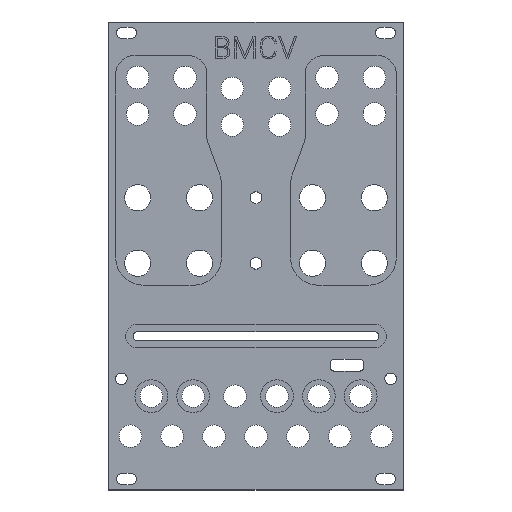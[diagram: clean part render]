
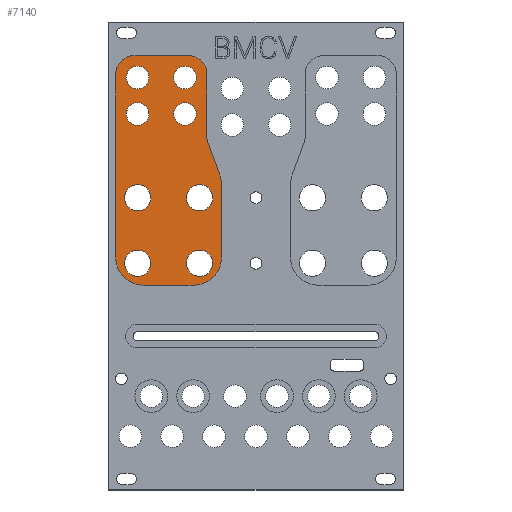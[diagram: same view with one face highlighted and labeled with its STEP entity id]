
A CAD part, top view. The second image highlights one B-rep face of the part: STEP entity #7140.
In plain terms, the highlighted planar face has unit normal (0, 0, 1).
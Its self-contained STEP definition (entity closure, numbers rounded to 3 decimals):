
#255=FACE_BOUND('',#1007,.T.);
#256=FACE_BOUND('',#1008,.T.);
#257=FACE_BOUND('',#1009,.T.);
#258=FACE_BOUND('',#1010,.T.);
#259=FACE_BOUND('',#1011,.T.);
#260=FACE_BOUND('',#1012,.T.);
#261=FACE_BOUND('',#1013,.T.);
#262=FACE_BOUND('',#1014,.T.);
#427=PLANE('',#7575);
#612=FACE_OUTER_BOUND('',#1006,.T.);
#1006=EDGE_LOOP('',(#4887,#4888,#4889,#4890,#4891,#4892,#4893,#4894,#4895,
#4896,#4897,#4898));
#1007=EDGE_LOOP('',(#4899));
#1008=EDGE_LOOP('',(#4900));
#1009=EDGE_LOOP('',(#4901));
#1010=EDGE_LOOP('',(#4902));
#1011=EDGE_LOOP('',(#4903));
#1012=EDGE_LOOP('',(#4904));
#1013=EDGE_LOOP('',(#4905));
#1014=EDGE_LOOP('',(#4906));
#1573=LINE('',#10090,#2205);
#1574=LINE('',#10094,#2206);
#1575=LINE('',#10098,#2207);
#1576=LINE('',#10102,#2208);
#1577=LINE('',#10106,#2209);
#1578=LINE('',#10109,#2210);
#2205=VECTOR('',#8209,10.);
#2206=VECTOR('',#8212,10.);
#2207=VECTOR('',#8215,10.);
#2208=VECTOR('',#8218,10.);
#2209=VECTOR('',#8221,10.);
#2210=VECTOR('',#8224,10.);
#2836=CIRCLE('',#7574,7.5);
#2837=CIRCLE('',#7576,7.5);
#2838=CIRCLE('',#7577,7.5);
#2839=CIRCLE('',#7578,5.);
#2840=CIRCLE('',#7579,5.);
#2841=CIRCLE('',#7580,5.);
#2842=CIRCLE('',#7581,3.6);
#2843=CIRCLE('',#7582,3.1);
#2844=CIRCLE('',#7583,3.6);
#2845=CIRCLE('',#7584,3.1);
#2846=CIRCLE('',#7585,3.1);
#2847=CIRCLE('',#7586,3.6);
#2848=CIRCLE('',#7587,3.6);
#2849=CIRCLE('',#7588,3.1);
#3125=VERTEX_POINT('',#10083);
#3126=VERTEX_POINT('',#10085);
#3127=VERTEX_POINT('',#10089);
#3128=VERTEX_POINT('',#10091);
#3129=VERTEX_POINT('',#10093);
#3130=VERTEX_POINT('',#10095);
#3131=VERTEX_POINT('',#10097);
#3132=VERTEX_POINT('',#10099);
#3133=VERTEX_POINT('',#10101);
#3134=VERTEX_POINT('',#10103);
#3135=VERTEX_POINT('',#10105);
#3136=VERTEX_POINT('',#10107);
#3137=VERTEX_POINT('',#10110);
#3138=VERTEX_POINT('',#10112);
#3139=VERTEX_POINT('',#10114);
#3140=VERTEX_POINT('',#10116);
#3141=VERTEX_POINT('',#10118);
#3142=VERTEX_POINT('',#10120);
#3143=VERTEX_POINT('',#10122);
#3144=VERTEX_POINT('',#10124);
#3829=EDGE_CURVE('',#3125,#3126,#2836,.T.);
#3831=EDGE_CURVE('',#3127,#3125,#1573,.T.);
#3832=EDGE_CURVE('',#3128,#3127,#2837,.T.);
#3833=EDGE_CURVE('',#3129,#3128,#1574,.T.);
#3834=EDGE_CURVE('',#3130,#3129,#2838,.T.);
#3835=EDGE_CURVE('',#3131,#3130,#1575,.T.);
#3836=EDGE_CURVE('',#3132,#3131,#2839,.T.);
#3837=EDGE_CURVE('',#3133,#3132,#1576,.T.);
#3838=EDGE_CURVE('',#3134,#3133,#2840,.T.);
#3839=EDGE_CURVE('',#3135,#3134,#1577,.T.);
#3840=EDGE_CURVE('',#3136,#3135,#2841,.T.);
#3841=EDGE_CURVE('',#3136,#3126,#1578,.T.);
#3842=EDGE_CURVE('',#3137,#3137,#2842,.T.);
#3843=EDGE_CURVE('',#3138,#3138,#2843,.T.);
#3844=EDGE_CURVE('',#3139,#3139,#2844,.T.);
#3845=EDGE_CURVE('',#3140,#3140,#2845,.T.);
#3846=EDGE_CURVE('',#3141,#3141,#2846,.T.);
#3847=EDGE_CURVE('',#3142,#3142,#2847,.T.);
#3848=EDGE_CURVE('',#3143,#3143,#2848,.T.);
#3849=EDGE_CURVE('',#3144,#3144,#2849,.T.);
#4887=ORIENTED_EDGE('',*,*,#3829,.F.);
#4888=ORIENTED_EDGE('',*,*,#3831,.F.);
#4889=ORIENTED_EDGE('',*,*,#3832,.F.);
#4890=ORIENTED_EDGE('',*,*,#3833,.F.);
#4891=ORIENTED_EDGE('',*,*,#3834,.F.);
#4892=ORIENTED_EDGE('',*,*,#3835,.F.);
#4893=ORIENTED_EDGE('',*,*,#3836,.F.);
#4894=ORIENTED_EDGE('',*,*,#3837,.F.);
#4895=ORIENTED_EDGE('',*,*,#3838,.F.);
#4896=ORIENTED_EDGE('',*,*,#3839,.F.);
#4897=ORIENTED_EDGE('',*,*,#3840,.F.);
#4898=ORIENTED_EDGE('',*,*,#3841,.T.);
#4899=ORIENTED_EDGE('',*,*,#3842,.T.);
#4900=ORIENTED_EDGE('',*,*,#3843,.T.);
#4901=ORIENTED_EDGE('',*,*,#3844,.T.);
#4902=ORIENTED_EDGE('',*,*,#3845,.T.);
#4903=ORIENTED_EDGE('',*,*,#3846,.T.);
#4904=ORIENTED_EDGE('',*,*,#3847,.T.);
#4905=ORIENTED_EDGE('',*,*,#3848,.T.);
#4906=ORIENTED_EDGE('',*,*,#3849,.T.);
#7140=ADVANCED_FACE('',(#612,#255,#256,#257,#258,#259,#260,#261,#262),#427,
 .T.);
#7574=AXIS2_PLACEMENT_3D('',#10086,#8204,#8205);
#7575=AXIS2_PLACEMENT_3D('',#10088,#8207,#8208);
#7576=AXIS2_PLACEMENT_3D('',#10092,#8210,#8211);
#7577=AXIS2_PLACEMENT_3D('',#10096,#8213,#8214);
#7578=AXIS2_PLACEMENT_3D('',#10100,#8216,#8217);
#7579=AXIS2_PLACEMENT_3D('',#10104,#8219,#8220);
#7580=AXIS2_PLACEMENT_3D('',#10108,#8222,#8223);
#7581=AXIS2_PLACEMENT_3D('',#10111,#8225,#8226);
#7582=AXIS2_PLACEMENT_3D('',#10113,#8227,#8228);
#7583=AXIS2_PLACEMENT_3D('',#10115,#8229,#8230);
#7584=AXIS2_PLACEMENT_3D('',#10117,#8231,#8232);
#7585=AXIS2_PLACEMENT_3D('',#10119,#8233,#8234);
#7586=AXIS2_PLACEMENT_3D('',#10121,#8235,#8236);
#7587=AXIS2_PLACEMENT_3D('',#10123,#8237,#8238);
#7588=AXIS2_PLACEMENT_3D('',#10125,#8239,#8240);
#8204=DIRECTION('center_axis',(0.,0.,-1.));
#8205=DIRECTION('ref_axis',(-0.707,-0.707,0.));
#8207=DIRECTION('center_axis',(0.,0.,1.));
#8208=DIRECTION('ref_axis',(-1.,0.,0.));
#8209=DIRECTION('',(-1.,0.,0.));
#8210=DIRECTION('center_axis',(0.,0.,-1.));
#8211=DIRECTION('ref_axis',(0.707,-0.707,0.));
#8212=DIRECTION('',(0.,-1.,0.));
#8213=DIRECTION('center_axis',(0.,0.,-1.));
#8214=DIRECTION('ref_axis',(0.985,0.174,0.));
#8215=DIRECTION('',(0.342,-0.94,0.));
#8216=DIRECTION('center_axis',(0.,0.,1.));
#8217=DIRECTION('ref_axis',(-0.985,-0.174,0.));
#8218=DIRECTION('',(0.,-1.,0.));
#8219=DIRECTION('center_axis',(0.,0.,-1.));
#8220=DIRECTION('ref_axis',(0.707,0.707,0.));
#8221=DIRECTION('',(1.,0.,0.));
#8222=DIRECTION('center_axis',(0.,0.,-1.));
#8223=DIRECTION('ref_axis',(-0.707,0.707,0.));
#8224=DIRECTION('',(0.,-1.,0.));
#8225=DIRECTION('center_axis',(0.,0.,-1.));
#8226=DIRECTION('ref_axis',(-1.,0.,0.));
#8227=DIRECTION('center_axis',(0.,0.,-1.));
#8228=DIRECTION('ref_axis',(-1.,0.,0.));
#8229=DIRECTION('center_axis',(0.,0.,-1.));
#8230=DIRECTION('ref_axis',(-1.,0.,0.));
#8231=DIRECTION('center_axis',(0.,0.,-1.));
#8232=DIRECTION('ref_axis',(-1.,0.,0.));
#8233=DIRECTION('center_axis',(0.,0.,-1.));
#8234=DIRECTION('ref_axis',(-1.,0.,0.));
#8235=DIRECTION('center_axis',(0.,0.,-1.));
#8236=DIRECTION('ref_axis',(-1.,0.,0.));
#8237=DIRECTION('center_axis',(0.,0.,-1.));
#8238=DIRECTION('ref_axis',(-1.,0.,0.));
#8239=DIRECTION('center_axis',(0.,0.,-1.));
#8240=DIRECTION('ref_axis',(-1.,0.,0.));
#10083=CARTESIAN_POINT('',(-31.,-8.,1.6));
#10085=CARTESIAN_POINT('',(-38.5,-0.5,1.6));
#10086=CARTESIAN_POINT('Origin',(-31.,-0.5,1.6));
#10088=CARTESIAN_POINT('Origin',(-24.,23.5,1.6));
#10089=CARTESIAN_POINT('',(-17.,-8.,1.6));
#10090=CARTESIAN_POINT('',(-9.5,-8.,1.6));
#10091=CARTESIAN_POINT('',(-9.5,-0.5,1.6));
#10092=CARTESIAN_POINT('Origin',(-17.,-0.5,1.6));
#10093=CARTESIAN_POINT('',(-9.5,19.679,1.6));
#10094=CARTESIAN_POINT('',(-9.5,21.,1.6));
#10095=CARTESIAN_POINT('',(-9.952,22.242,1.6));
#10096=CARTESIAN_POINT('Origin',(-17.,19.679,1.6));
#10097=CARTESIAN_POINT('',(-13.199,31.172,1.6));
#10098=CARTESIAN_POINT('',(-13.5,32.,1.6));
#10099=CARTESIAN_POINT('',(-13.5,32.881,1.6));
#10100=CARTESIAN_POINT('Origin',(-8.5,32.881,1.6));
#10101=CARTESIAN_POINT('',(-13.5,50.,1.6));
#10102=CARTESIAN_POINT('',(-13.5,55.,1.6));
#10103=CARTESIAN_POINT('',(-18.5,55.,1.6));
#10104=CARTESIAN_POINT('Origin',(-18.5,50.,1.6));
#10105=CARTESIAN_POINT('',(-33.5,55.,1.6));
#10106=CARTESIAN_POINT('',(-38.5,55.,1.6));
#10107=CARTESIAN_POINT('',(-38.5,50.,1.6));
#10108=CARTESIAN_POINT('Origin',(-33.5,50.,1.6));
#10109=CARTESIAN_POINT('',(-38.5,35.,1.6));
#10110=CARTESIAN_POINT('',(-28.9,16.,1.6));
#10111=CARTESIAN_POINT('Origin',(-32.5,16.,1.6));
#10112=CARTESIAN_POINT('',(-29.4,39.,1.6));
#10113=CARTESIAN_POINT('Origin',(-32.5,39.,1.6));
#10114=CARTESIAN_POINT('',(-11.9,16.,1.6));
#10115=CARTESIAN_POINT('Origin',(-15.5,16.,1.6));
#10116=CARTESIAN_POINT('',(-16.4,39.,1.6));
#10117=CARTESIAN_POINT('Origin',(-19.5,39.,1.6));
#10118=CARTESIAN_POINT('',(-16.4,49.,1.6));
#10119=CARTESIAN_POINT('Origin',(-19.5,49.,1.6));
#10120=CARTESIAN_POINT('',(-28.9,-2.,1.6));
#10121=CARTESIAN_POINT('Origin',(-32.5,-2.,1.6));
#10122=CARTESIAN_POINT('',(-11.9,-2.,1.6));
#10123=CARTESIAN_POINT('Origin',(-15.5,-2.,1.6));
#10124=CARTESIAN_POINT('',(-29.4,49.,1.6));
#10125=CARTESIAN_POINT('Origin',(-32.5,49.,1.6));
